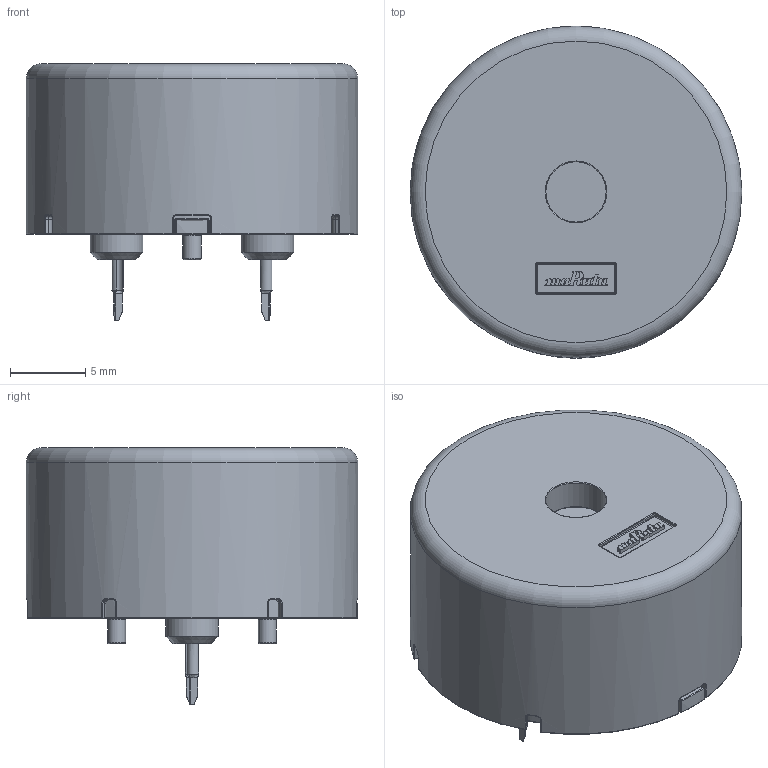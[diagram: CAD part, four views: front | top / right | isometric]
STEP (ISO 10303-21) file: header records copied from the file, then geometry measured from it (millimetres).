
FILE_DESCRIPTION(/* description */ (''),/* implementation_level */ '2;1');
FILE_NAME(/* name */ 'PKM22EPPH2002-B0.stp',/* time_stamp */ '2021-09-20T22:11:49+03:00',/* author */ ('thall'),/* organization */ (''),/* preprocessor_version */ 'ST-DEVELOPER v18.1',/* originating_system */ 'Autodesk Inventor 2021',/* authorisation */ '');
FILE_SCHEMA (('AUTOMOTIVE_DESIGN { 1 0 10303 214 3 1 1 }'));
Length unit declared in the file: millimetre
Products named in the file (4): PKM22EPPH2002-B0; Package; Membrane; Leads
Assembly tree (3 placements, depth 2):
  PKM22EPPH2002-B0
    Package
    Membrane
    Leads
Bounding box: 22 x 22 x 17 mm (x, y, z)
Volume: 4262 mm3; surface area: 1778 mm2
Topology: 4 solids, 4 shells, 475 faces, 1179 edges, 726 vertices
Faces by surface type: cylinder 187, plane 162, torus 78, bspline 28, sphere 18, cone 2
Full cylindrical faces by diameter (mm): 1.2 x2, 3.5 x2, 4 x1, 4.1 x1, 20 x1, 22 x1
Entity records: 14909 total; most frequent: CARTESIAN_POINT 3163, DIRECTION 2613, ORIENTED_EDGE 2358, EDGE_CURVE 1179, AXIS2_PLACEMENT_3D 1012, VERTEX_POINT 726, LINE 589, VECTOR 589
